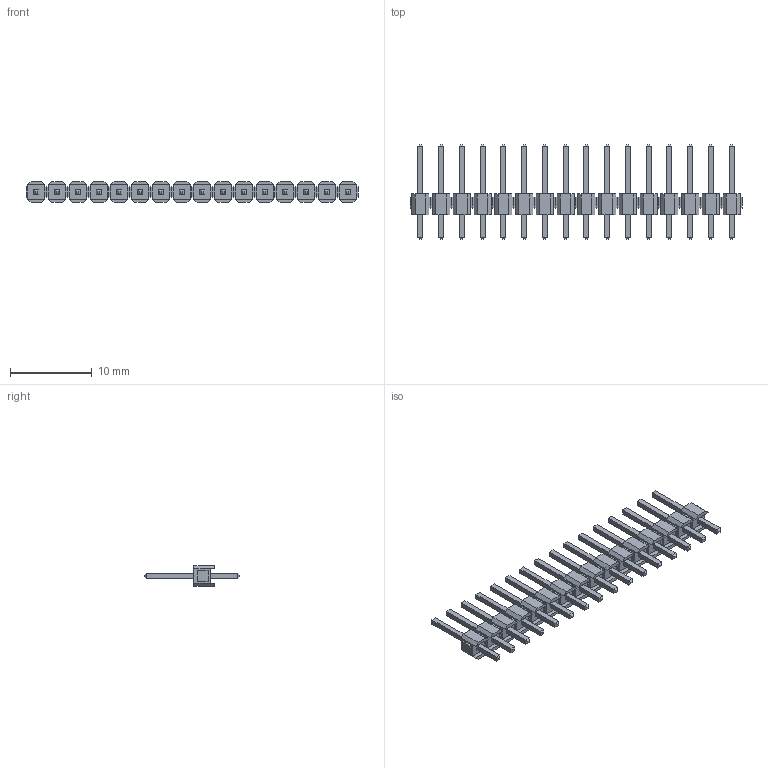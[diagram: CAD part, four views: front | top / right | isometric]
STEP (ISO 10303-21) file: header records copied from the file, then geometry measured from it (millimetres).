
FILE_DESCRIPTION (( 'STEP AP214' ), '1' );
FILE_NAME ('PLS-16.STEP', '2019-06-24T14:25:58', ( '' ), ( '' ), 'SwSTEP 2.0', 'SolidWorks 2018', '' );
FILE_SCHEMA (( 'AUTOMOTIVE_DESIGN' ));
Length unit declared in the file: millimetre
Products named in the file (2): PLS-16; PLS-01
Assembly tree (16 placements, depth 2):
  PLS-16
    PLS-01  x16
Bounding box: 40.64 x 11.54 x 2.54 mm (x, y, z)
Volume: 245.7 mm3; surface area: 921.9 mm2
Topology: 16 solids, 16 shells, 672 faces, 1536 edges, 960 vertices
Faces by surface type: plane 672
Entity records: 1792 total; most frequent: DIRECTION 218, CARTESIAN_POINT 217, ORIENTED_EDGE 192, EDGE_CURVE 96, LINE 96, VECTOR 96, AXIS2_PLACEMENT_3D 61, VERTEX_POINT 60
